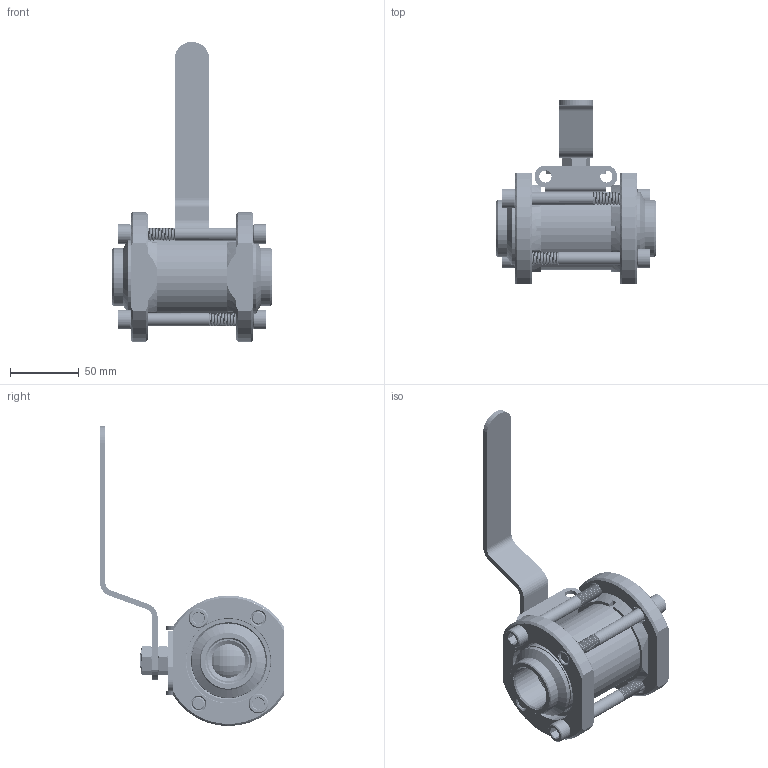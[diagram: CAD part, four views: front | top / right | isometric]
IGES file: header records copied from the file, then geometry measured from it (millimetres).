
Start section: SolidWorks IGES file using analytic representation for surfaces
Global section: file name: 21XXTSWSL.igs; native system: SolidWorks 2017; preprocessor: SolidWorks 2017; author: ryanm; date: 180315.082905; units: inch
Bounding box: 116.08 x 134.34 x 219.08 mm (x, y, z)
Surface area: 143581.1 mm2 (no closed solid volume)
Topology: 0 solids, 0 shells, 1291 faces, 26673 edges, 26672 vertices
Faces by surface type: revolution 934, bspline 357
